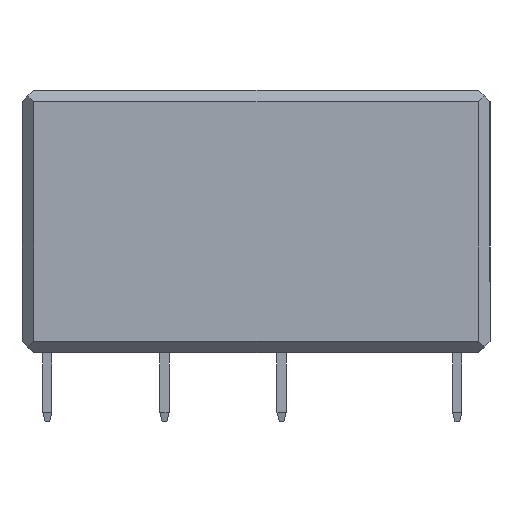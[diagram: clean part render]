
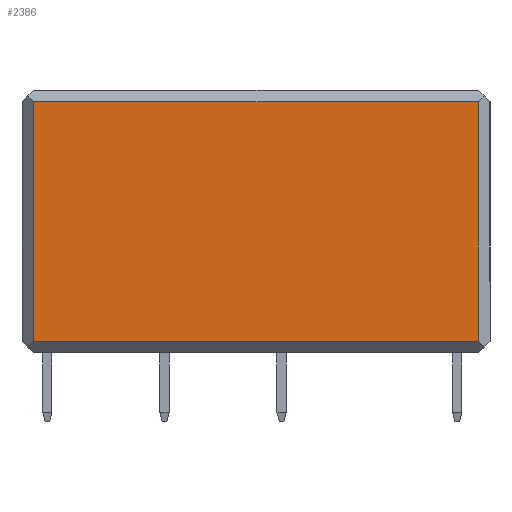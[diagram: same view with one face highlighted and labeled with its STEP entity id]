
A CAD part, front view. The second image highlights one B-rep face of the part: STEP entity #2386.
In plain terms, the highlighted planar face has unit normal (0, -1, 0).
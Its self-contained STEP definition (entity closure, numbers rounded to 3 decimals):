
#188 = DIRECTION ( 'NONE',  ( -1., 0., 0. ) ) ;
#278 = VERTEX_POINT ( 'NONE', #1200 ) ;
#284 = CARTESIAN_POINT ( 'NONE',  ( 18.7, -8.86, 0. ) ) ;
#295 = VECTOR ( 'NONE', #518, 1000. ) ;
#376 = EDGE_CURVE ( 'NONE', #456, #278, #2662, .T. ) ;
#408 = VECTOR ( 'NONE', #188, 1000. ) ;
#456 = VERTEX_POINT ( 'NONE', #3784 ) ;
#515 = DIRECTION ( 'NONE',  ( 0., 0., -1. ) ) ;
#518 = DIRECTION ( 'NONE',  ( 0., 0., -1. ) ) ;
#677 = ORIENTED_EDGE ( 'NONE', *, *, #831, .T. ) ;
#831 = EDGE_CURVE ( 'NONE', #4582, #456, #1421, .T. ) ;
#898 = AXIS2_PLACEMENT_3D ( 'NONE', #3700, #1587, #515 ) ;
#972 = CARTESIAN_POINT ( 'NONE',  ( 9.05, -8.86, 10.9 ) ) ;
#990 = VECTOR ( 'NONE', #3716, 1000. ) ;
#1200 = CARTESIAN_POINT ( 'NONE',  ( -0.6, -8.86, 10.9 ) ) ;
#1237 = VERTEX_POINT ( 'NONE', #2400 ) ;
#1421 = LINE ( 'NONE', #284, #2814 ) ;
#1587 = DIRECTION ( 'NONE',  ( 0., -1., 0. ) ) ;
#1773 = CARTESIAN_POINT ( 'NONE',  ( 18.7, -8.86, 0.5 ) ) ;
#2084 = DIRECTION ( 'NONE',  ( 0., 0., 1. ) ) ;
#2239 = LINE ( 'NONE', #2981, #990 ) ;
#2386 = ADVANCED_FACE ( 'NONE', ( #2853 ), #4319, .T. ) ;
#2400 = CARTESIAN_POINT ( 'NONE',  ( -0.6, -8.86, 0.5 ) ) ;
#2661 = CARTESIAN_POINT ( 'NONE',  ( -0.6, -8.86, 0. ) ) ;
#2662 = LINE ( 'NONE', #972, #408 ) ;
#2778 = ORIENTED_EDGE ( 'NONE', *, *, #3413, .T. ) ;
#2814 = VECTOR ( 'NONE', #2084, 1000. ) ;
#2853 = FACE_OUTER_BOUND ( 'NONE', #2979, .T. ) ;
#2979 = EDGE_LOOP ( 'NONE', ( #2778, #3530, #677, #3965 ) ) ;
#2981 = CARTESIAN_POINT ( 'NONE',  ( 9.05, -8.86, 0.5 ) ) ;
#3052 = EDGE_CURVE ( 'NONE', #1237, #4582, #2239, .T. ) ;
#3379 = LINE ( 'NONE', #2661, #295 ) ;
#3413 = EDGE_CURVE ( 'NONE', #278, #1237, #3379, .T. ) ;
#3530 = ORIENTED_EDGE ( 'NONE', *, *, #3052, .T. ) ;
#3700 = CARTESIAN_POINT ( 'NONE',  ( 9.05, -8.86, 0. ) ) ;
#3716 = DIRECTION ( 'NONE',  ( 1., 0., 0. ) ) ;
#3784 = CARTESIAN_POINT ( 'NONE',  ( 18.7, -8.86, 10.9 ) ) ;
#3965 = ORIENTED_EDGE ( 'NONE', *, *, #376, .T. ) ;
#4319 = PLANE ( 'NONE',  #898 ) ;
#4582 = VERTEX_POINT ( 'NONE', #1773 ) ;
